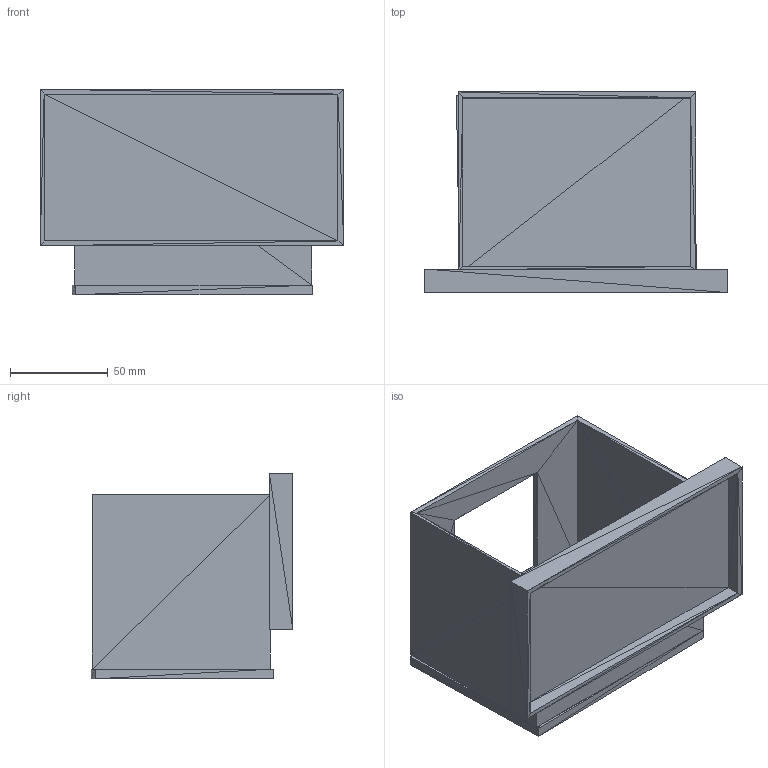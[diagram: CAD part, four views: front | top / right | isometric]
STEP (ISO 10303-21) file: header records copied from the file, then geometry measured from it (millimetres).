
FILE_DESCRIPTION((' Model'),'2;1');
FILE_NAME(' Shape Model','2026-01-17T22:00:59',(''),( ''),' ','','Unknown');
FILE_SCHEMA(('AUTOMOTIVE_DESIGN { 1 0 10303 214 1 1 1 1 }'));
Length unit declared in the file: millimetre
Products named in the file (4):  STEP translator 7.5 1;  STEP translator 7.5 1.1;  STEP translator 7.5 1.2;  STEP translator 7.5 1.3
Assembly tree (3 placements, depth 2):
   STEP translator 7.5 1
     STEP translator 7.5 1.1
     STEP translator 7.5 1.2
     STEP translator 7.5 1.3
Bounding box: 155 x 103 x 105 mm (x, y, z)
Surface area: 127013.1 mm2 (no closed solid volume)
Topology: 0 solids, 3 shells, 92 faces, 138 edges, 48 vertices
Faces by surface type: plane 92
Entity records: 3530 total; most frequent: CARTESIAN_POINT 696, DIRECTION 468, ORIENTED_EDGE 276, LINE 276, VECTOR 276, PCURVE 276, DEFINITIONAL_REPRESENTATION 276, EDGE_CURVE 138
